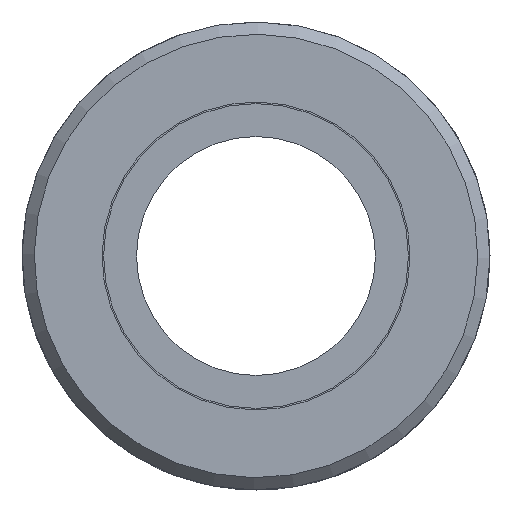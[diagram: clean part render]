
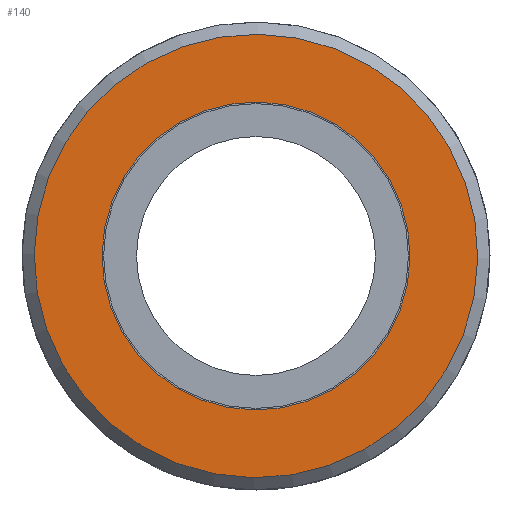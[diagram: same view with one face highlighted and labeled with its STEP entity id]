
A CAD part, front view. The second image highlights one B-rep face of the part: STEP entity #140.
In plain terms, the highlighted planar face has unit normal (0, -1, 0).
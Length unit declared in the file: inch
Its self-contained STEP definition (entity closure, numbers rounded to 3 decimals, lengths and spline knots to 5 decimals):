
#20 = EDGE_LOOP ( 'NONE', ( #503 ) ) ;
#44 = DIRECTION ( 'NONE',  ( 0.635, 0., -0.773 ) ) ;
#50 = CARTESIAN_POINT ( 'NONE',  ( 1.38404, -0.08535, 1.19688 ) ) ;
#83 = EDGE_CURVE ( 'NONE', #124, #124, #127, .T. ) ;
#102 = FACE_OUTER_BOUND ( 'NONE', #160, .T. ) ;
#124 = VERTEX_POINT ( 'NONE', #563 ) ;
#127 = CIRCLE ( 'NONE', #367, 0.755 ) ;
#134 = CARTESIAN_POINT ( 'NONE',  ( 1.38404, -0.08535, 1.19688 ) ) ;
#138 = DIRECTION ( 'NONE',  ( 0., -1., 0. ) ) ;
#140 = ADVANCED_FACE ( 'NONE', ( #102, #265 ), #589, .T. ) ;
#145 = AXIS2_PLACEMENT_3D ( 'NONE', #50, #703, #44 ) ;
#160 = EDGE_LOOP ( 'NONE', ( #674 ) ) ;
#255 = CARTESIAN_POINT ( 'NONE',  ( 1.38404, -0.08535, 1.19688 ) ) ;
#265 = FACE_BOUND ( 'NONE', #20, .T. ) ;
#285 = EDGE_CURVE ( 'NONE', #679, #679, #556, .T. ) ;
#306 = DIRECTION ( 'NONE',  ( 0., -1., 0. ) ) ;
#334 = AXIS2_PLACEMENT_3D ( 'NONE', #134, #306, #349 ) ;
#349 = DIRECTION ( 'NONE',  ( 0.635, 0., -0.773 ) ) ;
#367 = AXIS2_PLACEMENT_3D ( 'NONE', #255, #138, #412 ) ;
#412 = DIRECTION ( 'NONE',  ( 0.635, 0., -0.773 ) ) ;
#503 = ORIENTED_EDGE ( 'NONE', *, *, #83, .F. ) ;
#556 = CIRCLE ( 'NONE', #334, 1.0875 ) ;
#563 = CARTESIAN_POINT ( 'NONE',  ( 1.86314, -0.08535, 0.61336 ) ) ;
#589 = PLANE ( 'NONE',  #145 ) ;
#674 = ORIENTED_EDGE ( 'NONE', *, *, #285, .T. ) ;
#675 = CARTESIAN_POINT ( 'NONE',  ( 2.07413, -0.08535, 0.35638 ) ) ;
#679 = VERTEX_POINT ( 'NONE', #675 ) ;
#703 = DIRECTION ( 'NONE',  ( 0., -1., 0. ) ) ;
